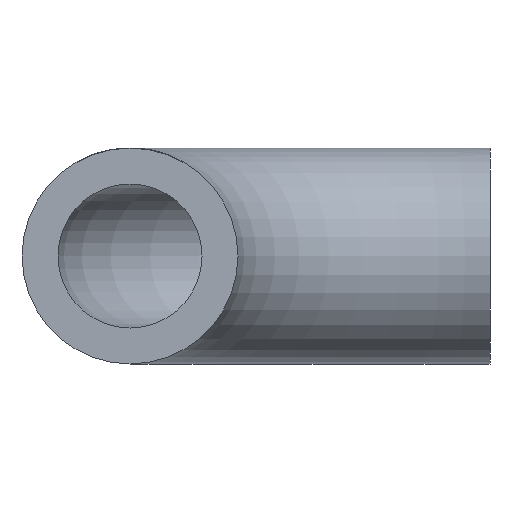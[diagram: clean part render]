
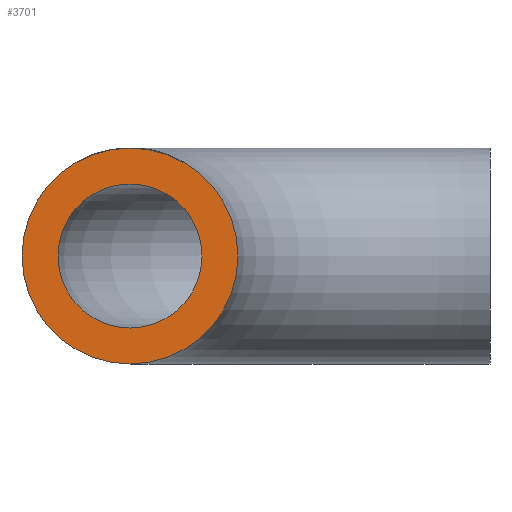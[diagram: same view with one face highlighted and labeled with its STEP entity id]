
A CAD part, front view. The second image highlights one B-rep face of the part: STEP entity #3701.
In plain terms, the highlighted planar face has unit normal (0, -1, 0).
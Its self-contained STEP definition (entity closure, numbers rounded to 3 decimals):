
#392 = FACE_OUTER_BOUND ( 'NONE', #2991, .T. ) ;
#1085 = DIRECTION ( 'NONE',  ( 0., 1., 0. ) ) ;
#1129 = EDGE_LOOP ( 'NONE', ( #5250 ) ) ;
#1620 = VERTEX_POINT ( 'NONE', #3443 ) ;
#2128 = PLANE ( 'NONE',  #7721 ) ;
#2763 = CARTESIAN_POINT ( 'NONE',  ( -20., 0., 0. ) ) ;
#2991 = EDGE_LOOP ( 'NONE', ( #7531 ) ) ;
#3443 = CARTESIAN_POINT ( 'NONE',  ( -20., 0., 6. ) ) ;
#3458 = DIRECTION ( 'NONE',  ( 0., 1., 0. ) ) ;
#3701 = ADVANCED_FACE ( 'NONE', ( #6531, #392 ), #2128, .F. ) ;
#3895 = DIRECTION ( 'NONE',  ( 0., 0., 1. ) ) ;
#4945 = CARTESIAN_POINT ( 'NONE',  ( -20., 0., 0. ) ) ;
#5245 = CARTESIAN_POINT ( 'NONE',  ( -20., 0., 0. ) ) ;
#5250 = ORIENTED_EDGE ( 'NONE', *, *, #6209, .T. ) ;
#6209 = EDGE_CURVE ( 'NONE', #8571, #8571, #6264, .T. ) ;
#6264 = CIRCLE ( 'NONE', #6468, 4. ) ;
#6312 = DIRECTION ( 'NONE',  ( 0., 0., 1. ) ) ;
#6444 = CIRCLE ( 'NONE', #8321, 6. ) ;
#6468 = AXIS2_PLACEMENT_3D ( 'NONE', #5245, #1085, #3895 ) ;
#6531 = FACE_BOUND ( 'NONE', #1129, .T. ) ;
#7531 = ORIENTED_EDGE ( 'NONE', *, *, #7598, .F. ) ;
#7576 = CARTESIAN_POINT ( 'NONE',  ( -20., 0., 4. ) ) ;
#7598 = EDGE_CURVE ( 'NONE', #1620, #1620, #6444, .T. ) ;
#7631 = DIRECTION ( 'NONE',  ( 0., 0., 1. ) ) ;
#7721 = AXIS2_PLACEMENT_3D ( 'NONE', #4945, #8383, #7631 ) ;
#8321 = AXIS2_PLACEMENT_3D ( 'NONE', #2763, #3458, #6312 ) ;
#8383 = DIRECTION ( 'NONE',  ( 0., 1., 0. ) ) ;
#8571 = VERTEX_POINT ( 'NONE', #7576 ) ;
